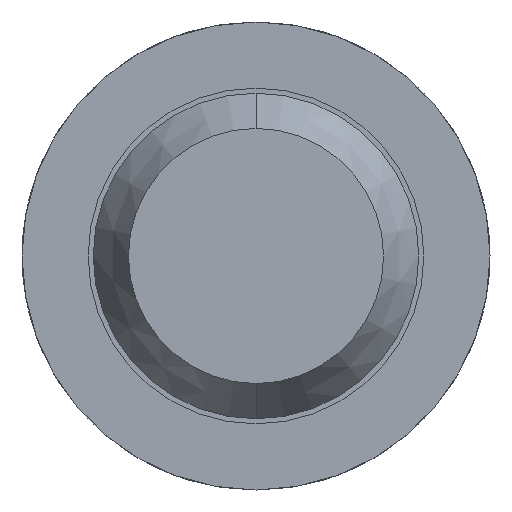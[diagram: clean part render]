
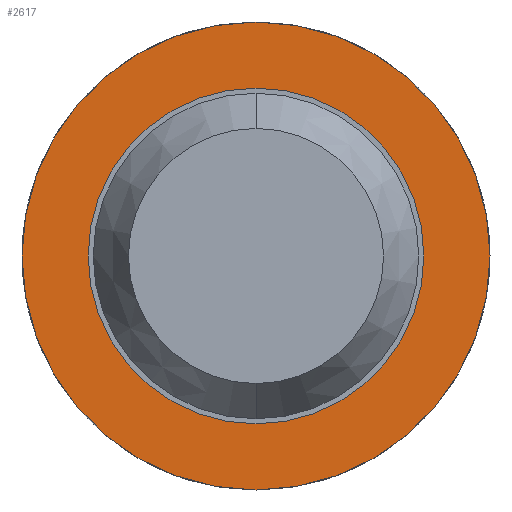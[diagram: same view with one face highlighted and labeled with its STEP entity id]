
A CAD part, front view. The second image highlights one B-rep face of the part: STEP entity #2617.
In plain terms, the highlighted planar face has unit normal (0, -1, 0).
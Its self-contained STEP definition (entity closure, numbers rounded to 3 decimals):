
#184 = DIRECTION ( 'NONE',  ( 0., 1., 0. ) ) ;
#515 = CARTESIAN_POINT ( 'NONE',  ( 0.825, -1.7, 0. ) ) ;
#527 = DIRECTION ( 'NONE',  ( 0., 0., 1. ) ) ;
#541 = VERTEX_POINT ( 'NONE', #2583 ) ;
#547 = EDGE_CURVE ( 'NONE', #541, #630, #3951, .T. ) ;
#556 = CARTESIAN_POINT ( 'NONE',  ( 0., -1.7, 0. ) ) ;
#565 = FACE_BOUND ( 'NONE', #1959, .T. ) ;
#572 = CARTESIAN_POINT ( 'NONE',  ( 0., -1.7, 0. ) ) ;
#617 = ORIENTED_EDGE ( 'NONE', *, *, #2643, .F. ) ;
#630 = VERTEX_POINT ( 'NONE', #2981 ) ;
#762 = AXIS2_PLACEMENT_3D ( 'NONE', #2829, #2555, #2572 ) ;
#791 = DIRECTION ( 'NONE',  ( 0., -1., 0. ) ) ;
#802 = EDGE_CURVE ( 'NONE', #1392, #959, #3397, .T. ) ;
#959 = VERTEX_POINT ( 'NONE', #3363 ) ;
#1024 = FACE_OUTER_BOUND ( 'NONE', #1583, .T. ) ;
#1392 = VERTEX_POINT ( 'NONE', #4195 ) ;
#1454 = ORIENTED_EDGE ( 'NONE', *, *, #547, .F. ) ;
#1583 = EDGE_LOOP ( 'NONE', ( #4170, #3266 ) ) ;
#1669 = CIRCLE ( 'NONE', #762, 0.825 ) ;
#1816 = CARTESIAN_POINT ( 'NONE',  ( 0., -1.7, 0. ) ) ;
#1882 = PLANE ( 'NONE',  #3176 ) ;
#1910 = DIRECTION ( 'NONE',  ( 0., 1., 0. ) ) ;
#1959 = EDGE_LOOP ( 'NONE', ( #617, #1454 ) ) ;
#1983 = AXIS2_PLACEMENT_3D ( 'NONE', #1816, #2150, #3488 ) ;
#2150 = DIRECTION ( 'NONE',  ( 0., 1., 0. ) ) ;
#2546 = DIRECTION ( 'NONE',  ( 0., 0., 1. ) ) ;
#2555 = DIRECTION ( 'NONE',  ( 0., -1., 0. ) ) ;
#2572 = DIRECTION ( 'NONE',  ( 0., 0., 1. ) ) ;
#2578 = AXIS2_PLACEMENT_3D ( 'NONE', #556, #184, #2546 ) ;
#2583 = CARTESIAN_POINT ( 'NONE',  ( 0., -1.7, -0.825 ) ) ;
#2617 = ADVANCED_FACE ( 'NONE', ( #565, #1024 ), #1882, .F. ) ;
#2643 = EDGE_CURVE ( 'NONE', #630, #541, #1669, .T. ) ;
#2829 = CARTESIAN_POINT ( 'NONE',  ( 0., -1.7, 0. ) ) ;
#2938 = EDGE_CURVE ( 'NONE', #959, #1392, #4258, .T. ) ;
#2981 = CARTESIAN_POINT ( 'NONE',  ( 0., -1.7, 0.825 ) ) ;
#3135 = DIRECTION ( 'NONE',  ( 0., 0., 1. ) ) ;
#3176 = AXIS2_PLACEMENT_3D ( 'NONE', #515, #1910, #527 ) ;
#3266 = ORIENTED_EDGE ( 'NONE', *, *, #2938, .F. ) ;
#3363 = CARTESIAN_POINT ( 'NONE',  ( 0., -1.7, -1.15 ) ) ;
#3397 = CIRCLE ( 'NONE', #2578, 1.15 ) ;
#3488 = DIRECTION ( 'NONE',  ( 0., 0., 1. ) ) ;
#3674 = AXIS2_PLACEMENT_3D ( 'NONE', #572, #791, #3135 ) ;
#3951 = CIRCLE ( 'NONE', #3674, 0.825 ) ;
#4170 = ORIENTED_EDGE ( 'NONE', *, *, #802, .F. ) ;
#4195 = CARTESIAN_POINT ( 'NONE',  ( 0., -1.7, 1.15 ) ) ;
#4258 = CIRCLE ( 'NONE', #1983, 1.15 ) ;
